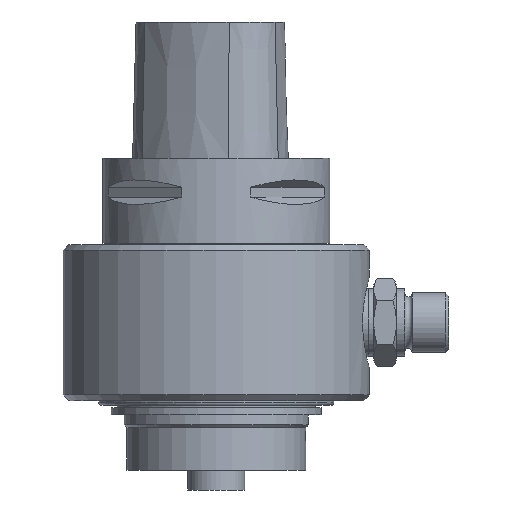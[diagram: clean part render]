
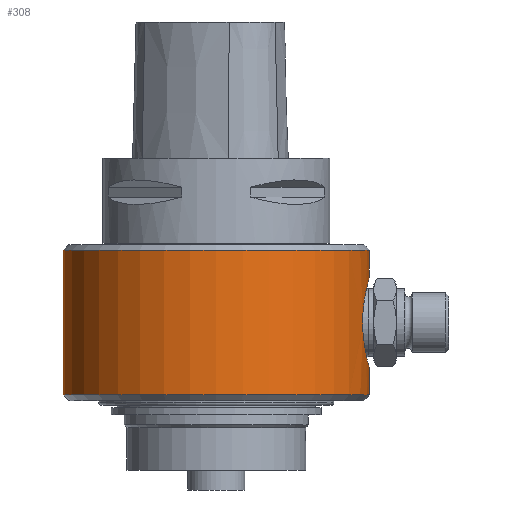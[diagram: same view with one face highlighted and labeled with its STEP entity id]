
A CAD part, left-side view. The second image highlights one B-rep face of the part: STEP entity #308.
In plain terms, the highlighted cylindrical face has radius 54 mm (diameter 108 mm), a full revolution.
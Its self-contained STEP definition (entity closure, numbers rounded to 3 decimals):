
#230=CYLINDRICAL_SURFACE('',#1295,54.0);
#248=B_SPLINE_CURVE_WITH_KNOTS('',3,(#1860,#1861,#1862,#1863,#1864,#1865,#1866,#1867,
     #1868,#1869,#1870,#1871,#1872,#1873,#1874,#1875,#1876,#1877,#1878,#1879,#1880,
     #1881,#1882,#1883),.UNSPECIFIED.,.T.,.F.,(2,2,2,2,2,2,2,2,2,2,2,2,2,2),(-0.125,
     0.0,0.063,0.125,0.25,0.375,0.438,
     0.5,0.563,0.625,0.75,0.875,1.0,1.063),
     .UNSPECIFIED.);
#308=ADVANCED_FACE('',(#438,#439,#440),#230,.T.);
#438=FACE_BOUND('',#526,.T.);
#439=FACE_BOUND('',#527,.T.);
#440=FACE_BOUND('',#528,.T.);
#526=EDGE_LOOP('',(#660));
#527=EDGE_LOOP('',(#661));
#528=EDGE_LOOP('',(#662));
#660=ORIENTED_EDGE('',*,*,#1065,.F.);
#661=ORIENTED_EDGE('',*,*,#1063,.T.);
#662=ORIENTED_EDGE('',*,*,#1061,.T.);
#952=VERTEX_POINT('',#1851);
#954=VERTEX_POINT('',#1856);
#956=VERTEX_POINT('',#1884);
#1061=EDGE_CURVE('',#952,#952,#1209,.T.);
#1063=EDGE_CURVE('',#954,#954,#1211,.T.);
#1065=EDGE_CURVE('',#956,#956,#248,.T.);
#1209=CIRCLE('',#1289,54.0);
#1211=CIRCLE('',#1292,54.0);
#1289=AXIS2_PLACEMENT_3D('',#1850,#1468,#1469);
#1292=AXIS2_PLACEMENT_3D('',#1855,#1474,#1475);
#1295=AXIS2_PLACEMENT_3D('',#1885,#1480,#1481);
#1468=DIRECTION('',(0.0,0.0,1.0));
#1469=DIRECTION('',(0.0,-1.0,0.0));
#1474=DIRECTION('',(0.0,0.0,-1.0));
#1475=DIRECTION('',(0.0,1.0,0.0));
#1480=DIRECTION('',(0.0,0.0,-1.0));
#1481=DIRECTION('',(0.0,1.0,0.0));
#1850=CARTESIAN_POINT('',(0.,0.,-83.5));
#1851=CARTESIAN_POINT('',(0.,-54.0,-83.5));
#1855=CARTESIAN_POINT('',(0.,0.,-32.5));
#1856=CARTESIAN_POINT('',(0.,54.0,-32.5));
#1860=CARTESIAN_POINT('',(4.254,-54.0,-42.0));
#1861=CARTESIAN_POINT('',(-2.127,-54.0,-42.0));
#1862=CARTESIAN_POINT('',(-4.213,-53.871,-42.423));
#1863=CARTESIAN_POINT('',(-8.083,-53.427,-44.034));
#1864=CARTESIAN_POINT('',(-9.85,-53.115,-45.222));
#1865=CARTESIAN_POINT('',(-14.25,-52.172,-49.624));
#1866=CARTESIAN_POINT('',(-15.997,-51.576,-53.789));
#1867=CARTESIAN_POINT('',(-16.003,-51.574,-62.19));
#1868=CARTESIAN_POINT('',(-14.268,-52.169,-66.36));
#1869=CARTESIAN_POINT('',(-9.837,-53.118,-70.791));
#1870=CARTESIAN_POINT('',(-8.073,-53.428,-71.971));
#1871=CARTESIAN_POINT('',(-4.216,-53.87,-73.575));
#1872=CARTESIAN_POINT('',(-2.103,-54.,-73.999));
#1873=CARTESIAN_POINT('',(2.089,-54.,-74.001));
#1874=CARTESIAN_POINT('',(4.206,-53.871,-73.578));
#1875=CARTESIAN_POINT('',(8.064,-53.43,-71.976));
#1876=CARTESIAN_POINT('',(9.832,-53.119,-70.795));
#1877=CARTESIAN_POINT('',(14.263,-52.17,-66.368));
#1878=CARTESIAN_POINT('',(15.999,-51.576,-62.224));
#1879=CARTESIAN_POINT('',(16.001,-51.575,-53.786));
#1880=CARTESIAN_POINT('',(14.252,-52.172,-49.628));
#1881=CARTESIAN_POINT('',(8.387,-53.429,-43.757));
#1882=CARTESIAN_POINT('',(4.254,-54.0,-42.0));
#1883=CARTESIAN_POINT('',(-2.127,-54.0,-42.0));
#1884=CARTESIAN_POINT('',(0.,-54.0,-42.0));
#1885=CARTESIAN_POINT('',(0.,0.,-30.5));
